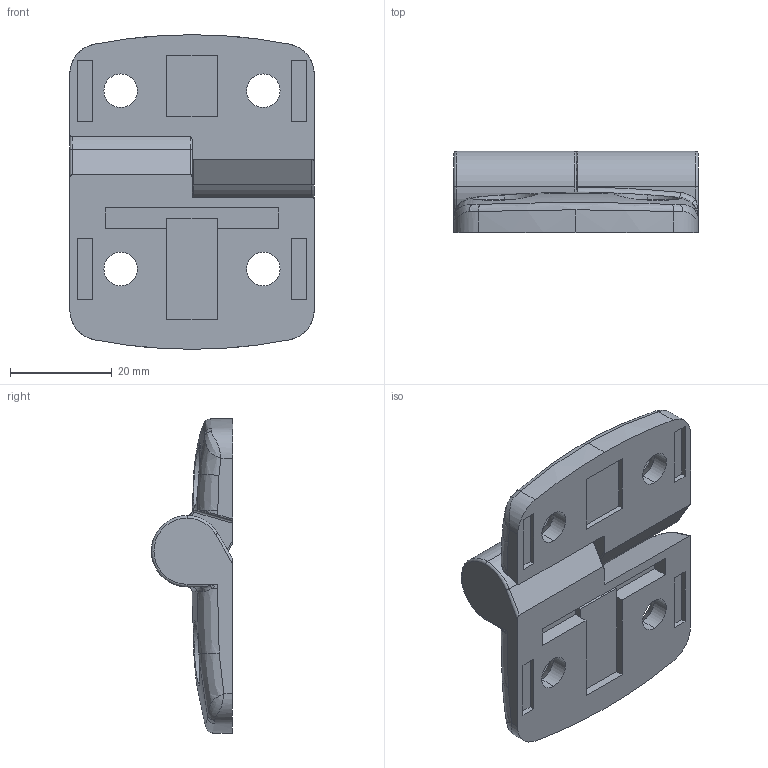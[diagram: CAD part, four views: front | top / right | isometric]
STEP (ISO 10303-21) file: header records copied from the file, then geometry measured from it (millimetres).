
FILE_DESCRIPTION (( 'STEP AP214' ), '1' );
FILE_NAME ('095k2535L00.STEP', '2014-08-13T09:36:41', ( '' ), ( '' ), 'SwSTEP 2.0', 'SolidWorks 2014', '' );
FILE_SCHEMA (( 'AUTOMOTIVE_DESIGN' ));
Length unit declared in the file: millimetre
Products named in the file (4): 095k25L00_095 k 25 L00; 095k35L00_095 k 35 L00; 095k2535L00; 095k-01_6-41
Assembly tree (3 placements, depth 2):
  095k2535L00
    095k35L00_095 k 35 L00
    095k25L00_095 k 25 L00
    095k-01_6-41
Bounding box: 48 x 15.95 x 61.75 mm (x, y, z)
Volume: 20473.2 mm3; surface area: 10604.8 mm2
Topology: 3 solids, 3 shells, 173 faces, 427 edges, 260 vertices
Faces by surface type: plane 60, cylinder 50, bspline 38, cone 13, torus 12
Entity records: 7120 total; most frequent: CARTESIAN_POINT 3226, ORIENTED_EDGE 842, DIRECTION 678, EDGE_CURVE 421, VERTEX_POINT 260, AXIS2_PLACEMENT_3D 249, EDGE_LOOP 187, LINE 180
